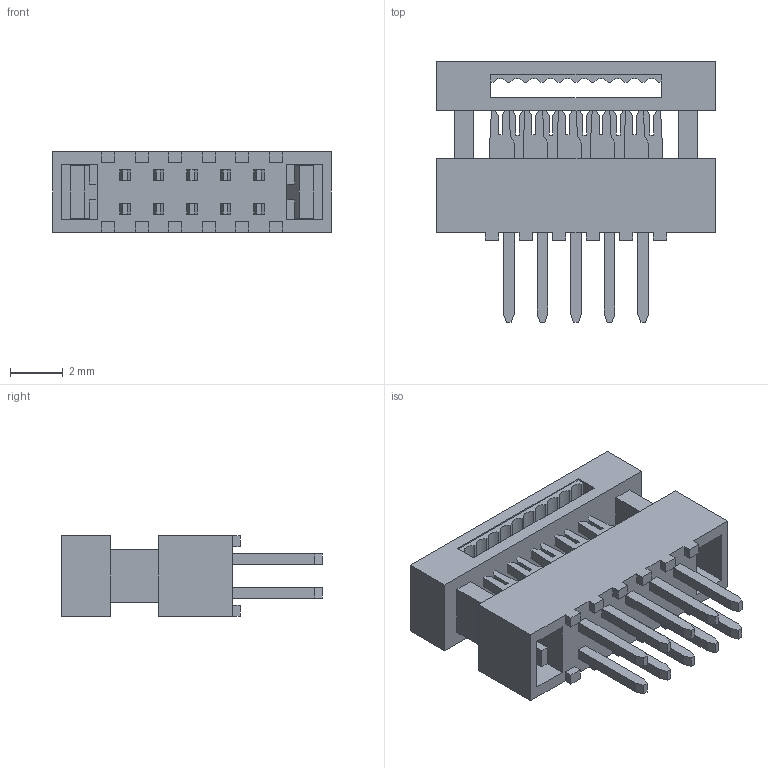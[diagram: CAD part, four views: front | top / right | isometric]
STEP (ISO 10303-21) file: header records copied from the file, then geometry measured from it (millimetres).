
FILE_DESCRIPTION (( 'STEP AP203' ), '1' );
FILE_NAME ('4413-10.STEP', '2020-12-29T09:15:45', ( 'Jamie' ), ( '' ), 'SwSTEP 2.0', 'SolidWorks 2018', '' );
FILE_SCHEMA (( 'CONFIG_CONTROL_DESIGN' ));
Length unit declared in the file: millimetre
Products named in the file (4): 801-4413-10; 802-4413; 801-4413-10-ZIF; 4413-10
Assembly tree (12 placements, depth 2):
  4413-10
    801-4413-10
    802-4413  x10
    801-4413-10-ZIF
Bounding box: 10.54 x 9.86 x 3.05 mm (x, y, z)
Volume: 139.7 mm3; surface area: 576.4 mm2
Topology: 12 solids, 12 shells, 443 faces, 1278 edges, 851 vertices
Faces by surface type: plane 423, cylinder 20
Entity records: 9239 total; most frequent: CARTESIAN_POINT 1543, ORIENTED_EDGE 1530, DIRECTION 1343, EDGE_CURVE 765, VECTOR 725, LINE 725, VERTEX_POINT 509, AXIS2_PLACEMENT_3D 309
